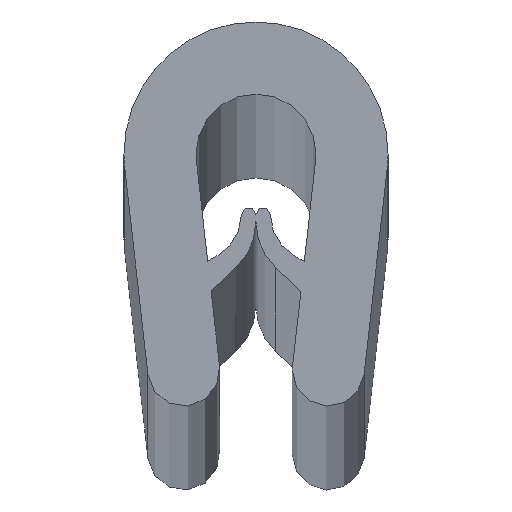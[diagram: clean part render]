
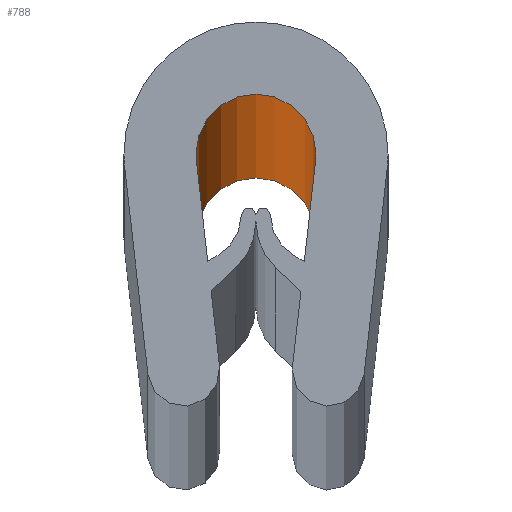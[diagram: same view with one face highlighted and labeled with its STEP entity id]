
A CAD part, top view. The second image highlights one B-rep face of the part: STEP entity #788.
In plain terms, the highlighted cylindrical face has radius 1.249 mm (diameter 2.498 mm), a partial arc.
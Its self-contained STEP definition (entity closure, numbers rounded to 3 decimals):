
#1 = ORIENTED_EDGE ( 'NONE', *, *, #149, .T. ) ;
#5 = ORIENTED_EDGE ( 'NONE', *, *, #890, .F. ) ;
#8 = ORIENTED_EDGE ( 'NONE', *, *, #898, .F. ) ;
#21 = LINE ( 'NONE', #22, #336 ) ;
#22 = CARTESIAN_POINT ( 'NONE',  ( -1.249, -2.749, 500. ) ) ;
#23 = DIRECTION ( 'NONE',  ( 0., 0., -1. ) ) ;
#82 = CARTESIAN_POINT ( 'NONE',  ( 1.249, -2.749, 500. ) ) ;
#83 = CARTESIAN_POINT ( 'NONE',  ( 1.249, -2.749, -500. ) ) ;
#149 = EDGE_CURVE ( 'NONE', #798, #799, #21, .T. ) ;
#223 = EDGE_LOOP ( 'NONE', ( #5, #865, #1, #8 ) ) ;
#239 = VERTEX_POINT ( 'NONE', #82 ) ;
#240 = VERTEX_POINT ( 'NONE', #83 ) ;
#243 = AXIS2_PLACEMENT_3D ( 'NONE', #283, #284, #285 ) ;
#283 = CARTESIAN_POINT ( 'NONE',  ( 0., -2.749, 500. ) ) ;
#284 = DIRECTION ( 'NONE',  ( 0., 0., 1. ) ) ;
#285 = DIRECTION ( 'NONE',  ( 1., 0., 0. ) ) ;
#336 = VECTOR ( 'NONE', #23, 1000. ) ;
#351 = AXIS2_PLACEMENT_3D ( 'NONE', #574, #578, #579 ) ;
#356 = VECTOR ( 'NONE', #556, 1000. ) ;
#396 = CIRCLE ( 'NONE', #351, 1.249 ) ;
#399 = CIRCLE ( 'NONE', #243, 1.249 ) ;
#449 = CARTESIAN_POINT ( 'NONE',  ( 0., -2.749, 500. ) ) ;
#450 = DIRECTION ( 'NONE',  ( 0., 0., -1. ) ) ;
#451 = DIRECTION ( 'NONE',  ( -1., 0., 0. ) ) ;
#480 = CARTESIAN_POINT ( 'NONE',  ( -1.249, -2.749, 500. ) ) ;
#481 = CARTESIAN_POINT ( 'NONE',  ( -1.249, -2.749, -500. ) ) ;
#554 = LINE ( 'NONE', #555, #356 ) ;
#555 = CARTESIAN_POINT ( 'NONE',  ( 1.249, -2.749, 500. ) ) ;
#556 = DIRECTION ( 'NONE',  ( 0., 0., -1. ) ) ;
#574 = CARTESIAN_POINT ( 'NONE',  ( 0., -2.749, -500. ) ) ;
#578 = DIRECTION ( 'NONE',  ( 0., 0., 1. ) ) ;
#579 = DIRECTION ( 'NONE',  ( 1., 0., 0. ) ) ;
#584 = CYLINDRICAL_SURFACE ( 'NONE', #586, 1.249 ) ;
#586 = AXIS2_PLACEMENT_3D ( 'NONE', #449, #450, #451 ) ;
#708 = FACE_OUTER_BOUND ( 'NONE', #223, .T. ) ;
#788 = ADVANCED_FACE ( 'NONE', ( #708 ), #584, .F. ) ;
#798 = VERTEX_POINT ( 'NONE', #480 ) ;
#799 = VERTEX_POINT ( 'NONE', #481 ) ;
#865 = ORIENTED_EDGE ( 'NONE', *, *, #963, .T. ) ;
#890 = EDGE_CURVE ( 'NONE', #239, #240, #554, .T. ) ;
#898 = EDGE_CURVE ( 'NONE', #240, #799, #396, .T. ) ;
#963 = EDGE_CURVE ( 'NONE', #239, #798, #399, .T. ) ;
